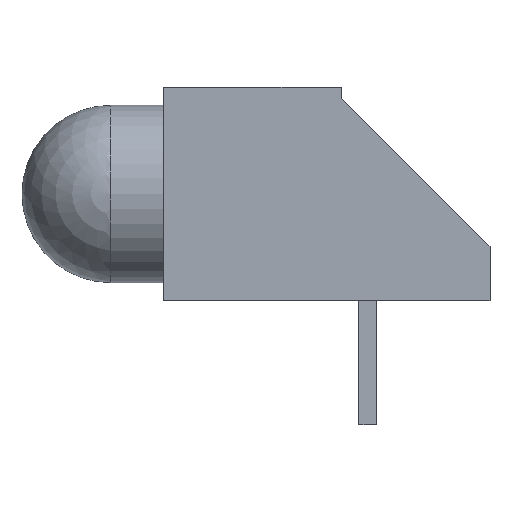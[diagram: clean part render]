
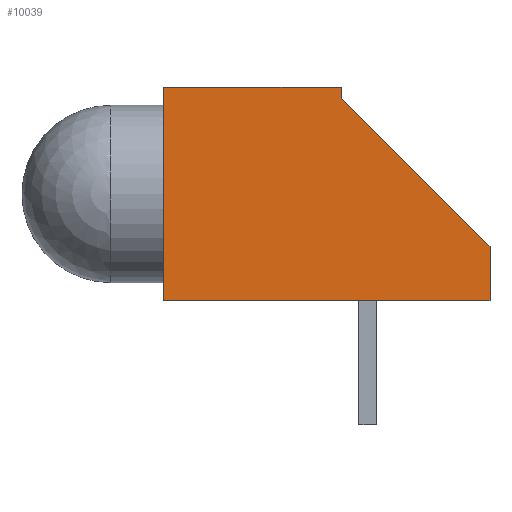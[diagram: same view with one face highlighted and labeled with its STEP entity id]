
A CAD part, top view. The second image highlights one B-rep face of the part: STEP entity #10039.
In plain terms, the highlighted planar face has unit normal (0, 0, 1).
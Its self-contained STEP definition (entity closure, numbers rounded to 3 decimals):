
#4 = EDGE_CURVE ( 'NONE', #10707, #10711, #8428, .T. ) ;
#5 = EDGE_CURVE ( 'NONE', #10711, #10709, #8431, .T. ) ;
#13 = EDGE_CURVE ( 'NONE', #10750, #10708, #8471, .T. ) ;
#15 = EDGE_CURVE ( 'NONE', #10709, #10747, #8477, .T. ) ;
#45 = FACE_OUTER_BOUND ( 'NONE', #8130, .T. ) ;
#48 = AXIS2_PLACEMENT_3D ( 'NONE', #1231, #1233, #1234 ) ;
#380 = ORIENTED_EDGE ( 'NONE', *, *, #15, .T. ) ;
#461 = ORIENTED_EDGE ( 'NONE', *, *, #4449, .T. ) ;
#463 = ORIENTED_EDGE ( 'NONE', *, *, #4, .T. ) ;
#466 = ORIENTED_EDGE ( 'NONE', *, *, #5, .T. ) ;
#500 = ORIENTED_EDGE ( 'NONE', *, *, #4523, .T. ) ;
#683 = ORIENTED_EDGE ( 'NONE', *, *, #13, .T. ) ;
#1230 = PLANE ( 'NONE',  #48 ) ;
#1231 = CARTESIAN_POINT ( 'NONE',  ( 0., 0., 3. ) ) ;
#1233 = DIRECTION ( 'NONE',  ( 0., 0., -1. ) ) ;
#1234 = DIRECTION ( 'NONE',  ( -1., 0., 0. ) ) ;
#4449 = EDGE_CURVE ( 'NONE', #10708, #10707, #11528, .T. ) ;
#4523 = EDGE_CURVE ( 'NONE', #10747, #10750, #11946, .T. ) ;
#8130 = EDGE_LOOP ( 'NONE', ( #500, #683, #461, #463, #466, #380 ) ) ;
#8428 = LINE ( 'NONE', #8429, #8970 ) ;
#8429 = CARTESIAN_POINT ( 'NONE',  ( 5., 5.7, 3. ) ) ;
#8430 = DIRECTION ( 'NONE',  ( 0., 1., 0. ) ) ;
#8431 = LINE ( 'NONE', #8432, #8972 ) ;
#8432 = CARTESIAN_POINT ( 'NONE',  ( 0., 6., 3. ) ) ;
#8433 = DIRECTION ( 'NONE',  ( -1., 0., 0. ) ) ;
#8471 = LINE ( 'NONE', #8472, #9414 ) ;
#8472 = CARTESIAN_POINT ( 'NONE',  ( 9.2, 1.5, 3. ) ) ;
#8473 = DIRECTION ( 'NONE',  ( 0., 1., 0. ) ) ;
#8477 = LINE ( 'NONE', #8478, #8978 ) ;
#8478 = CARTESIAN_POINT ( 'NONE',  ( 0., 0., 3. ) ) ;
#8479 = DIRECTION ( 'NONE',  ( 0., -1., 0. ) ) ;
#8970 = VECTOR ( 'NONE', #8430, 1000. ) ;
#8972 = VECTOR ( 'NONE', #8433, 1000. ) ;
#8978 = VECTOR ( 'NONE', #8479, 1000. ) ;
#9116 = VECTOR ( 'NONE', #11948, 1000. ) ;
#9148 = VECTOR ( 'NONE', #11530, 1000. ) ;
#9414 = VECTOR ( 'NONE', #8473, 1000. ) ;
#9638 = CARTESIAN_POINT ( 'NONE',  ( 5., 5.7, 3. ) ) ;
#9639 = CARTESIAN_POINT ( 'NONE',  ( 9.2, 1.5, 3. ) ) ;
#9640 = CARTESIAN_POINT ( 'NONE',  ( 0., 6., 3. ) ) ;
#9642 = CARTESIAN_POINT ( 'NONE',  ( 5., 6., 3. ) ) ;
#9678 = CARTESIAN_POINT ( 'NONE',  ( 0., 0., 3. ) ) ;
#9681 = CARTESIAN_POINT ( 'NONE',  ( 9.2, 0., 3. ) ) ;
#10039 = ADVANCED_FACE ( 'NONE', ( #45 ), #1230, .F. ) ;
#10707 = VERTEX_POINT ( 'NONE', #9638 ) ;
#10708 = VERTEX_POINT ( 'NONE', #9639 ) ;
#10709 = VERTEX_POINT ( 'NONE', #9640 ) ;
#10711 = VERTEX_POINT ( 'NONE', #9642 ) ;
#10747 = VERTEX_POINT ( 'NONE', #9678 ) ;
#10750 = VERTEX_POINT ( 'NONE', #9681 ) ;
#11528 = LINE ( 'NONE', #11529, #9148 ) ;
#11529 = CARTESIAN_POINT ( 'NONE',  ( 9.2, 1.5, 3. ) ) ;
#11530 = DIRECTION ( 'NONE',  ( -0.707, 0.707, 0. ) ) ;
#11946 = LINE ( 'NONE', #11947, #9116 ) ;
#11947 = CARTESIAN_POINT ( 'NONE',  ( 9.2, 0., 3. ) ) ;
#11948 = DIRECTION ( 'NONE',  ( 1., 0., 0. ) ) ;
